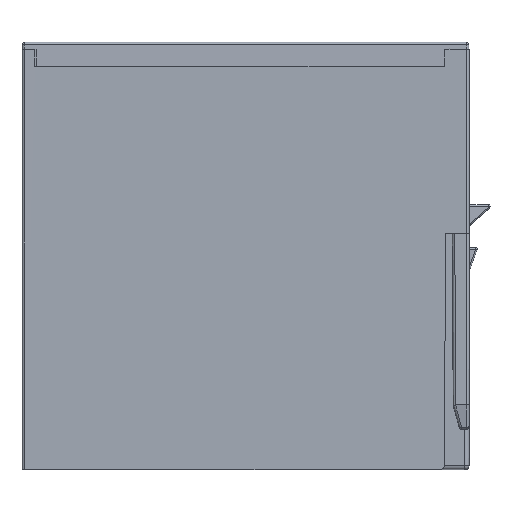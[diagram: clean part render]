
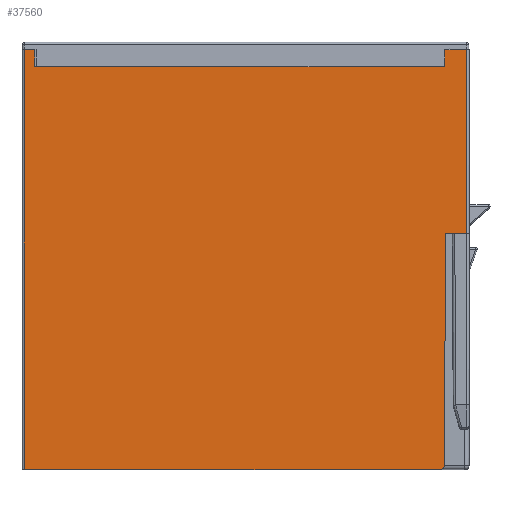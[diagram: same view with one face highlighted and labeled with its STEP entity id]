
A CAD part, top view. The second image highlights one B-rep face of the part: STEP entity #37560.
In plain terms, the highlighted planar face has unit normal (0, 0, 1).
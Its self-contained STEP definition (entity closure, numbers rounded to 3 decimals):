
#152=DIRECTION('',(1.,0.,0.));
#153=VECTOR('',#152,51.555);
#154=CARTESIAN_POINT('',(-46.704,10.027,7.15));
#155=LINE('',#154,#153);
#2967=DIRECTION('',(1.,0.,0.));
#2968=VECTOR('',#2967,1.299);
#2969=CARTESIAN_POINT('',(-46.703,62.077,7.152));
#2970=LINE('',#2969,#2968);
#2971=DIRECTION('',(1.,0.,0.));
#2972=VECTOR('',#2971,50.562);
#2973=CARTESIAN_POINT('',(-45.229,59.977,7.15));
#2974=LINE('',#2973,#2972);
#2975=DIRECTION('',(0.,1.,0.001));
#2976=VECTOR('',#2975,2.1);
#2977=CARTESIAN_POINT('',(5.396,59.977,7.15));
#2978=LINE('',#2977,#2976);
#2979=DIRECTION('',(1.,0.,0.));
#2980=VECTOR('',#2979,2.7);
#2981=CARTESIAN_POINT('',(5.396,62.077,7.152));
#2982=LINE('',#2981,#2980);
#2983=DIRECTION('',(0.004,1.,0.));
#2984=VECTOR('',#2983,28.702);
#2985=CARTESIAN_POINT('',(5.351,10.525,7.15));
#2986=LINE('',#2985,#2984);
#2987=CARTESIAN_POINT('',(4.851,10.527,7.15));
#2988=DIRECTION('',(0.,0.,1.));
#2989=DIRECTION('',(0.,-1.,0.));
#2990=AXIS2_PLACEMENT_3D('',#2987,#2988,#2989);
#2992=DIRECTION('',(0.,1.,0.));
#2993=VECTOR('',#2992,52.05);
#2994=CARTESIAN_POINT('',(-46.704,10.027,7.15));
#2995=LINE('',#2994,#2993);
#4249=DIRECTION('',(-1.,0.,0.));
#4250=VECTOR('',#4249,0.063);
#4251=CARTESIAN_POINT('',(5.396,59.977,7.15));
#4252=LINE('',#4251,#4250);
#4317=DIRECTION('',(-1.,0.,0.));
#4318=VECTOR('',#4317,0.175);
#4319=CARTESIAN_POINT('',(-45.229,59.977,7.15));
#4320=LINE('',#4319,#4318);
#4333=DIRECTION('',(0.,1.,0.001));
#4334=VECTOR('',#4333,2.1);
#4335=CARTESIAN_POINT('',(-45.404,59.977,7.15));
#4336=LINE('',#4335,#4334);
#14433=CARTESIAN_POINT('',(8.096,62.077,7.152));
#14439=DIRECTION('',(0.,1.,0.));
#14440=VECTOR('',#14439,22.85);
#14441=CARTESIAN_POINT('',(8.096,39.227,7.15));
#14442=LINE('',#14441,#14440);
#14515=DIRECTION('',(1.,0.,0.));
#14516=VECTOR('',#14515,2.62);
#14517=CARTESIAN_POINT('',(5.476,39.227,7.15));
#14518=LINE('',#14517,#14516);
#27002=CARTESIAN_POINT('',(8.096,39.227,7.15));
#27004=VERTEX_POINT('',#27002);
#27364=CARTESIAN_POINT('',(-46.704,10.027,7.15));
#27366=VERTEX_POINT('',#27364);
#27422=CARTESIAN_POINT('',(5.476,39.227,7.15));
#27423=VERTEX_POINT('',#27422);
#27434=CARTESIAN_POINT('',(4.851,10.027,7.15));
#27435=CARTESIAN_POINT('',(5.351,10.525,7.15));
#27436=VERTEX_POINT('',#27434);
#27437=VERTEX_POINT('',#27435);
#28932=CARTESIAN_POINT('',(5.396,59.977,7.15));
#28933=VERTEX_POINT('',#28932);
#28976=CARTESIAN_POINT('',(-45.404,59.977,7.15));
#28978=VERTEX_POINT('',#28976);
#33355=VERTEX_POINT('',#14433);
#33356=CARTESIAN_POINT('',(-46.703,62.077,
7.152));
#33357=CARTESIAN_POINT('',(-45.404,62.077,
7.152));
#33358=VERTEX_POINT('',#33356);
#33359=VERTEX_POINT('',#33357);
#33360=CARTESIAN_POINT('',(5.396,62.077,7.152));
#33361=VERTEX_POINT('',#33360);
#33362=CARTESIAN_POINT('',(-45.229,59.977,7.15));
#33363=CARTESIAN_POINT('',(5.333,59.977,7.15));
#33364=VERTEX_POINT('',#33362);
#33365=VERTEX_POINT('',#33363);
#37529=CARTESIAN_POINT('',(-47.004,-16.273,7.15));
#37530=DIRECTION('',(0.,0.,1.));
#37531=DIRECTION('',(1.,0.,0.));
#37532=AXIS2_PLACEMENT_3D('',#37529,#37530,#37531);
#37533=PLANE('',#37532);
#37535=ORIENTED_EDGE('',*,*,#37534,.T.);
#37537=ORIENTED_EDGE('',*,*,#37536,.F.);
#37539=ORIENTED_EDGE('',*,*,#37538,.F.);
#37541=ORIENTED_EDGE('',*,*,#37540,.T.);
#37543=ORIENTED_EDGE('',*,*,#37542,.F.);
#37545=ORIENTED_EDGE('',*,*,#37544,.T.);
#37547=ORIENTED_EDGE('',*,*,#37546,.T.);
#37549=ORIENTED_EDGE('',*,*,#37548,.F.);
#37551=ORIENTED_EDGE('',*,*,#37550,.F.);
#37553=ORIENTED_EDGE('',*,*,#37552,.F.);
#37555=ORIENTED_EDGE('',*,*,#37554,.F.);
#37556=ORIENTED_EDGE('',*,*,#35429,.F.);
#37557=ORIENTED_EDGE('',*,*,#37521,.T.);
#37558=EDGE_LOOP('',(#37535,#37537,#37539,#37541,#37543,#37545,#37547,#37549,
#37551,#37553,#37555,#37556,#37557));
#37559=FACE_OUTER_BOUND('',#37558,.F.);
#37560=ADVANCED_FACE('',(#37559),#37533,.T.);
#2991=CIRCLE('',#2990,0.5);
#35429=EDGE_CURVE('',#27366,#27436,#155,.T.);
#37521=EDGE_CURVE('',#27366,#33358,#2995,.T.);
#37534=EDGE_CURVE('',#33358,#33359,#2970,.T.);
#37536=EDGE_CURVE('',#28978,#33359,#4336,.T.);
#37538=EDGE_CURVE('',#33364,#28978,#4320,.T.);
#37540=EDGE_CURVE('',#33364,#33365,#2974,.T.);
#37542=EDGE_CURVE('',#28933,#33365,#4252,.T.);
#37544=EDGE_CURVE('',#28933,#33361,#2978,.T.);
#37546=EDGE_CURVE('',#33361,#33355,#2982,.T.);
#37548=EDGE_CURVE('',#27004,#33355,#14442,.T.);
#37550=EDGE_CURVE('',#27423,#27004,#14518,.T.);
#37552=EDGE_CURVE('',#27437,#27423,#2986,.T.);
#37554=EDGE_CURVE('',#27436,#27437,#2991,.T.);
